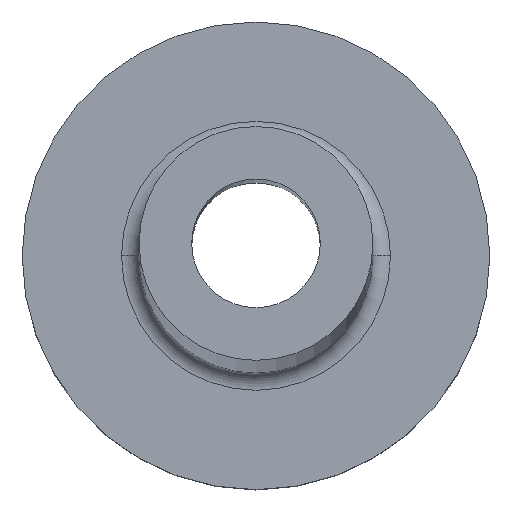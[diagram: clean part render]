
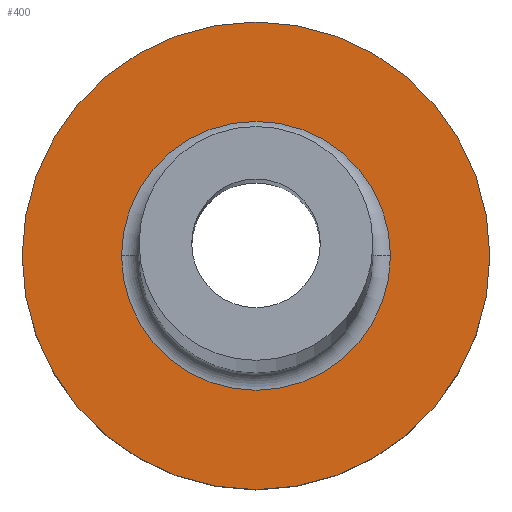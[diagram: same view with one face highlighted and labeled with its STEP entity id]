
A CAD part, top view. The second image highlights one B-rep face of the part: STEP entity #400.
In plain terms, the highlighted planar face has unit normal (0, 0, 1).
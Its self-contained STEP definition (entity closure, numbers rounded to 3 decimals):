
#6 = DIRECTION ( 'NONE',  ( 1., 0., 0. ) ) ;
#11 = CARTESIAN_POINT ( 'NONE',  ( 0., 0., 3. ) ) ;
#26 = ORIENTED_EDGE ( 'NONE', *, *, #218, .T. ) ;
#37 = CARTESIAN_POINT ( 'NONE',  ( 0., 0., 3. ) ) ;
#50 = CARTESIAN_POINT ( 'NONE',  ( 2.3, 0., 3. ) ) ;
#59 = EDGE_CURVE ( 'NONE', #340, #149, #367, .T. ) ;
#61 = EDGE_LOOP ( 'NONE', ( #26, #382 ) ) ;
#65 = FACE_OUTER_BOUND ( 'NONE', #61, .T. ) ;
#82 = AXIS2_PLACEMENT_3D ( 'NONE', #432, #113, #6 ) ;
#86 = EDGE_LOOP ( 'NONE', ( #185, #364 ) ) ;
#107 = DIRECTION ( 'NONE',  ( 0., 0., -1. ) ) ;
#110 = DIRECTION ( 'NONE',  ( 1., 0., 0. ) ) ;
#113 = DIRECTION ( 'NONE',  ( 0., 0., 1. ) ) ;
#131 = CARTESIAN_POINT ( 'NONE',  ( 0., 0., 3. ) ) ;
#139 = VERTEX_POINT ( 'NONE', #246 ) ;
#146 = CIRCLE ( 'NONE', #295, 2.3 ) ;
#149 = VERTEX_POINT ( 'NONE', #320 ) ;
#151 = CIRCLE ( 'NONE', #191, 4. ) ;
#163 = CARTESIAN_POINT ( 'NONE',  ( 4., 0., 3. ) ) ;
#165 = AXIS2_PLACEMENT_3D ( 'NONE', #131, #353, #283 ) ;
#179 = EDGE_CURVE ( 'NONE', #434, #139, #151, .T. ) ;
#185 = ORIENTED_EDGE ( 'NONE', *, *, #59, .T. ) ;
#191 = AXIS2_PLACEMENT_3D ( 'NONE', #37, #281, #110 ) ;
#203 = EDGE_CURVE ( 'NONE', #149, #340, #146, .T. ) ;
#218 = EDGE_CURVE ( 'NONE', #139, #434, #429, .T. ) ;
#228 = AXIS2_PLACEMENT_3D ( 'NONE', #304, #231, #379 ) ;
#231 = DIRECTION ( 'NONE',  ( 0., 0., 1. ) ) ;
#246 = CARTESIAN_POINT ( 'NONE',  ( -4., 0., 3. ) ) ;
#281 = DIRECTION ( 'NONE',  ( 0., 0., 1. ) ) ;
#283 = DIRECTION ( 'NONE',  ( 1., 0., 0. ) ) ;
#295 = AXIS2_PLACEMENT_3D ( 'NONE', #11, #107, #461 ) ;
#304 = CARTESIAN_POINT ( 'NONE',  ( 0., 0., 3. ) ) ;
#320 = CARTESIAN_POINT ( 'NONE',  ( -2.3, 0., 3. ) ) ;
#340 = VERTEX_POINT ( 'NONE', #50 ) ;
#341 = FACE_BOUND ( 'NONE', #86, .T. ) ;
#353 = DIRECTION ( 'NONE',  ( 0., 0., -1. ) ) ;
#364 = ORIENTED_EDGE ( 'NONE', *, *, #203, .T. ) ;
#367 = CIRCLE ( 'NONE', #165, 2.3 ) ;
#379 = DIRECTION ( 'NONE',  ( 1., 0., 0. ) ) ;
#382 = ORIENTED_EDGE ( 'NONE', *, *, #179, .T. ) ;
#400 = ADVANCED_FACE ( 'NONE', ( #341, #65 ), #455, .T. ) ;
#429 = CIRCLE ( 'NONE', #82, 4. ) ;
#432 = CARTESIAN_POINT ( 'NONE',  ( 0., 0., 3. ) ) ;
#434 = VERTEX_POINT ( 'NONE', #163 ) ;
#455 = PLANE ( 'NONE',  #228 ) ;
#461 = DIRECTION ( 'NONE',  ( 1., 0., 0. ) ) ;
